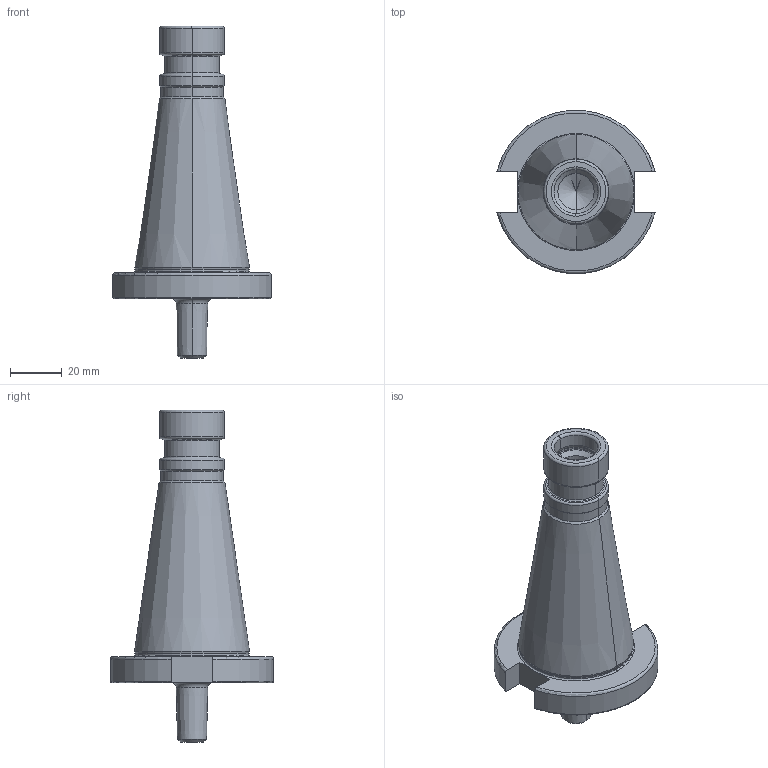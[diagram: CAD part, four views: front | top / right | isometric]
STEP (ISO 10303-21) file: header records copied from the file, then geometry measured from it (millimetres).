
FILE_DESCRIPTION((''),'2;1');
FILE_NAME('401_14_12','2020-09-07T',('103090'),(''),'CREO PARAMETRIC BY PTC INC, 2016260','CREO PARAMETRIC BY PTC INC, 2016260','');
FILE_SCHEMA(('CONFIG_CONTROL_DESIGN'));
Length unit declared in the file: millimetre
Products named in the file (1): 401_14_12
Bounding box: 60.91 x 62.76 x 127.9 mm (x, y, z)
Volume: 102494.6 mm3; surface area: 19278.7 mm2
Topology: 1 solids, 1 shells, 82 faces, 180 edges, 100 vertices
Faces by surface type: torus 26, cone 24, cylinder 20, plane 12
Entity records: 2326 total; most frequent: CARTESIAN_POINT 451, DIRECTION 438, ORIENTED_EDGE 352, AXIS2_PLACEMENT_3D 187, EDGE_CURVE 176, CIRCLE 102, VERTEX_POINT 100, EDGE_LOOP 86
